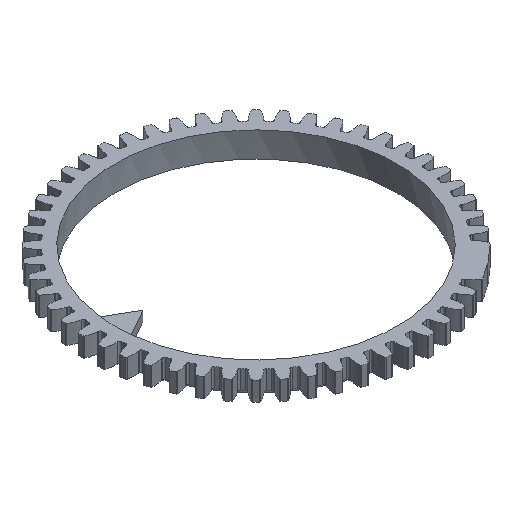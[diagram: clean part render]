
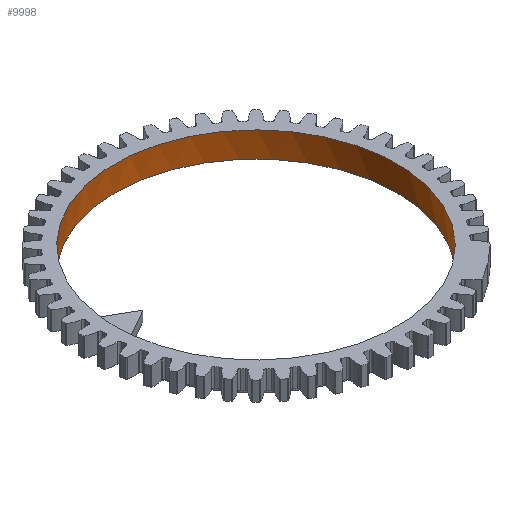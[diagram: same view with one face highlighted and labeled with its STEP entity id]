
A CAD part, isometric view. The second image highlights one B-rep face of the part: STEP entity #9998.
In plain terms, the highlighted cylindrical face has radius 23.368 mm (diameter 46.736 mm), a full revolution.
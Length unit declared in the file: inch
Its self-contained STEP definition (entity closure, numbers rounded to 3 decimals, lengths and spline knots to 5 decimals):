
#321=CIRCLE('',#10534,0.92);
#322=CIRCLE('',#10535,0.92);
#323=CIRCLE('',#10536,0.92);
#324=CIRCLE('',#10537,0.92);
#938=CYLINDRICAL_SURFACE('',#10533,0.92);
#1764=FACE_OUTER_BOUND('',#2281,.T.);
#2281=EDGE_LOOP('',(#6821,#6822,#6823,#6824,#6825,#6826,#6827,#6828));
#2807=LINE('',#14391,#3528);
#2808=LINE('',#14395,#3529);
#2809=LINE('',#14399,#3530);
#3528=VECTOR('',#11593,0.92);
#3529=VECTOR('',#11596,39.37008);
#3530=VECTOR('',#11599,39.37008);
#4251=VERTEX_POINT('',#14388);
#4252=VERTEX_POINT('',#14390);
#4253=VERTEX_POINT('',#14392);
#4254=VERTEX_POINT('',#14394);
#4255=VERTEX_POINT('',#14396);
#4256=VERTEX_POINT('',#14398);
#5279=EDGE_CURVE('',#4251,#4251,#321,.T.);
#5280=EDGE_CURVE('',#4251,#4252,#2807,.T.);
#5281=EDGE_CURVE('',#4253,#4252,#322,.T.);
#5282=EDGE_CURVE('',#4254,#4253,#2808,.T.);
#5283=EDGE_CURVE('',#4254,#4255,#323,.T.);
#5284=EDGE_CURVE('',#4255,#4256,#2809,.T.);
#5285=EDGE_CURVE('',#4252,#4256,#324,.T.);
#6821=ORIENTED_EDGE('',*,*,#5279,.T.);
#6822=ORIENTED_EDGE('',*,*,#5280,.T.);
#6823=ORIENTED_EDGE('',*,*,#5281,.F.);
#6824=ORIENTED_EDGE('',*,*,#5282,.F.);
#6825=ORIENTED_EDGE('',*,*,#5283,.T.);
#6826=ORIENTED_EDGE('',*,*,#5284,.T.);
#6827=ORIENTED_EDGE('',*,*,#5285,.F.);
#6828=ORIENTED_EDGE('',*,*,#5280,.F.);
#9998=ADVANCED_FACE('',(#1764),#938,.F.);
#10533=AXIS2_PLACEMENT_3D('',#14387,#11589,#11590);
#10534=AXIS2_PLACEMENT_3D('',#14389,#11591,#11592);
#10535=AXIS2_PLACEMENT_3D('',#14393,#11594,#11595);
#10536=AXIS2_PLACEMENT_3D('',#14397,#11597,#11598);
#10537=AXIS2_PLACEMENT_3D('',#14400,#11600,#11601);
#11589=DIRECTION('center_axis',(0.,0.,1.));
#11590=DIRECTION('ref_axis',(1.,0.,0.));
#11591=DIRECTION('center_axis',(0.,0.,-1.));
#11592=DIRECTION('ref_axis',(-1.,0.,0.));
#11593=DIRECTION('',(0.,0.,1.));
#11594=DIRECTION('center_axis',(0.,0.,-1.));
#11595=DIRECTION('ref_axis',(-1.,0.,0.));
#11596=DIRECTION('',(0.,0.,-1.));
#11597=DIRECTION('center_axis',(0.,0.,1.));
#11598=DIRECTION('ref_axis',(1.,0.,0.));
#11599=DIRECTION('',(0.,0.,-1.));
#11600=DIRECTION('center_axis',(0.,0.,-1.));
#11601=DIRECTION('ref_axis',(-1.,0.,0.));
#14387=CARTESIAN_POINT('Origin',(0.,0.,-0.04));
#14388=CARTESIAN_POINT('',(-0.92,0.,-0.04));
#14389=CARTESIAN_POINT('Origin',(0.,0.,-0.04));
#14390=CARTESIAN_POINT('',(-0.92,0.,0.0625));
#14391=CARTESIAN_POINT('',(-0.92,0.,-0.04));
#14392=CARTESIAN_POINT('',(-0.91435,-0.10182,0.0625));
#14393=CARTESIAN_POINT('Origin',(0.,0.,0.0625));
#14394=CARTESIAN_POINT('',(-0.91435,-0.10182,0.125));
#14395=CARTESIAN_POINT('',(-0.91435,-0.10182,0.125));
#14396=CARTESIAN_POINT('',(-0.91435,0.10182,0.125));
#14397=CARTESIAN_POINT('Origin',(0.,0.,0.125));
#14398=CARTESIAN_POINT('',(-0.91435,0.10182,0.0625));
#14399=CARTESIAN_POINT('',(-0.91435,0.10182,0.125));
#14400=CARTESIAN_POINT('Origin',(0.,0.,0.0625));
